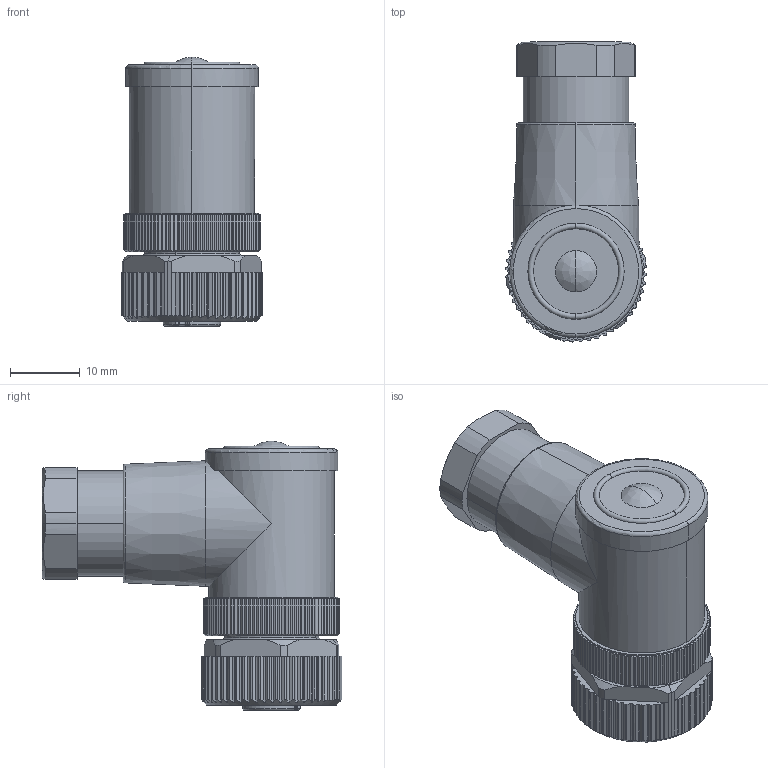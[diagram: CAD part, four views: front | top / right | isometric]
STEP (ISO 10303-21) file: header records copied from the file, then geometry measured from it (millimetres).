
FILE_DESCRIPTION(('CATIA V5 STEP Exchange','CAx-IF Rec.Pracs.--- Model Styling and Organization---1.5--- 2016-08-15','CAx-IF Rec.Pracs.---Supplemental Geometry---1.0---2011-11-01','CAx-IF Rec.Pracs.--- Composite Materials ---1.1---2010-07-15'),'2;1');
FILE_NAME ('060791-5_0', '2025-11-24T10:38:58+00:00', ('none'), ('Weidmueller'), 'CATIA Version 5-6 Release 2024 SP4', 'CATIA V5 STEP AP214 v3', 'none');
FILE_SCHEMA(('AUTOMOTIVE_DESIGN { 1 0 10303 214 1 1 1 1 }'));
Length unit declared in the file: millimetre
Products named in the file (1): 1934890000
Bounding box: 20.18 x 42.99 x 38.65 mm (x, y, z)
Volume: 14939.6 mm3; surface area: 5916.4 mm2
Topology: 1 solids, 3 shells, 812 faces, 2337 edges, 1561 vertices
Faces by surface type: plane 395, cylinder 296, extrusion 47, cone 44, torus 20, sphere 8, bspline 2
Entity records: 30394 total; most frequent: CARTESIAN_POINT 10011, ORIENTED_EDGE 4654, DIRECTION 3151, EDGE_CURVE 2327, VERTEX_POINT 1561, AXIS2_PLACEMENT_3D 1248, VECTOR 1144, LINE 1097
